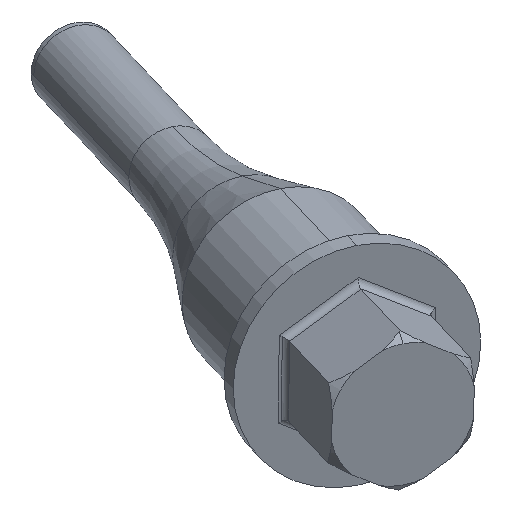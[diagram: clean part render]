
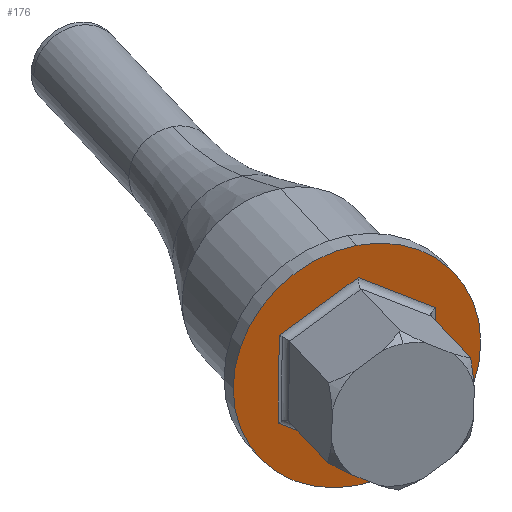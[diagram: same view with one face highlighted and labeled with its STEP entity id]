
A CAD part, front view. The second image highlights one B-rep face of the part: STEP entity #176.
In plain terms, the highlighted planar face has unit normal (0.388, -0.824, -0.413).
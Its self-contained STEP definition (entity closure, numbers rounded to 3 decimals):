
#12 = CARTESIAN_POINT ( 'NONE',  ( -863.543, 199.859, 692.191 ) ) ;
#14 = EDGE_CURVE ( 'NONE', #230, #1054, #883, .T. ) ;
#20 = VERTEX_POINT ( 'NONE', #827 ) ;
#56 = CARTESIAN_POINT ( 'NONE',  ( -843.723, 207.179, 696.209 ) ) ;
#78 = EDGE_CURVE ( 'NONE', #745, #906, #197, .T. ) ;
#143 = LINE ( 'NONE', #487, #243 ) ;
#176 = ADVANCED_FACE ( 'NONE', ( #666, #902 ), #861, .F. ) ;
#197 = LINE ( 'NONE', #56, #1095 ) ;
#198 = VECTOR ( 'NONE', #804, 1000. ) ;
#230 = VERTEX_POINT ( 'NONE', #12 ) ;
#239 = AXIS2_PLACEMENT_3D ( 'NONE', #668, #278, #381 ) ;
#243 = VECTOR ( 'NONE', #873, 1000. ) ;
#248 = ORIENTED_EDGE ( 'NONE', *, *, #78, .T. ) ;
#274 = CARTESIAN_POINT ( 'NONE',  ( -853.565, 193.272, 714.699 ) ) ;
#278 = DIRECTION ( 'NONE',  ( -0.388, 0.824, 0.413 ) ) ;
#293 = CARTESIAN_POINT ( 'NONE',  ( -853.565, 200.892, 699.502 ) ) ;
#329 = CIRCLE ( 'NONE', #1042, 17. ) ;
#360 = CIRCLE ( 'NONE', #670, 17. ) ;
#379 = CARTESIAN_POINT ( 'NONE',  ( -853.424, 195.381, 710.624 ) ) ;
#381 = DIRECTION ( 'NONE',  ( 0., -0.448, 0.894 ) ) ;
#388 = CARTESIAN_POINT ( 'NONE',  ( -863.401, 194.348, 703.313 ) ) ;
#393 = LINE ( 'NONE', #433, #198 ) ;
#403 = CARTESIAN_POINT ( 'NONE',  ( -853.243, 206.45, 688.72 ) ) ;
#427 = ORIENTED_EDGE ( 'NONE', *, *, #952, .T. ) ;
#433 = CARTESIAN_POINT ( 'NONE',  ( -853.888, 195.333, 710.284 ) ) ;
#462 = CARTESIAN_POINT ( 'NONE',  ( -843.729, 207.435, 695.692 ) ) ;
#484 = DIRECTION ( 'NONE',  ( 0.388, -0.824, -0.413 ) ) ;
#487 = CARTESIAN_POINT ( 'NONE',  ( -863.086, 200.163, 692.013 ) ) ;
#511 = VECTOR ( 'NONE', #1085, 1000. ) ;
#527 = DIRECTION ( 'NONE',  ( 0.792, 0.527, -0.307 ) ) ;
#529 = ORIENTED_EDGE ( 'NONE', *, *, #1174, .T. ) ;
#539 = LINE ( 'NONE', #558, #916 ) ;
#548 = DIRECTION ( 'NONE',  ( 0.011, -0.444, 0.896 ) ) ;
#558 = CARTESIAN_POINT ( 'NONE',  ( -844.045, 201.62, 706.991 ) ) ;
#601 = DIRECTION ( 'NONE',  ( 0., 0.448, -0.894 ) ) ;
#610 = EDGE_LOOP ( 'NONE', ( #248, #717, #1209, #698, #1122, #427 ) ) ;
#632 = VERTEX_POINT ( 'NONE', #274 ) ;
#649 = VERTEX_POINT ( 'NONE', #379 ) ;
#666 = FACE_BOUND ( 'NONE', #610, .T. ) ;
#668 = CARTESIAN_POINT ( 'NONE',  ( -853.759, 208.438, 684.27 ) ) ;
#670 = AXIS2_PLACEMENT_3D ( 'NONE', #293, #1186, #601 ) ;
#674 = EDGE_CURVE ( 'NONE', #20, #230, #143, .T. ) ;
#698 = ORIENTED_EDGE ( 'NONE', *, *, #14, .T. ) ;
#717 = ORIENTED_EDGE ( 'NONE', *, *, #1188, .T. ) ;
#745 = VERTEX_POINT ( 'NONE', #898 ) ;
#763 = CARTESIAN_POINT ( 'NONE',  ( -853.565, 200.892, 699.502 ) ) ;
#770 = LINE ( 'NONE', #403, #511 ) ;
#804 = DIRECTION ( 'NONE',  ( 0.804, 0.083, 0.589 ) ) ;
#812 = EDGE_CURVE ( 'NONE', #1054, #649, #393, .T. ) ;
#827 = CARTESIAN_POINT ( 'NONE',  ( -853.707, 206.402, 688.38 ) ) ;
#861 = PLANE ( 'NONE',  #239 ) ;
#867 = DIRECTION ( 'NONE',  ( -0.011, 0.444, -0.896 ) ) ;
#873 = DIRECTION ( 'NONE',  ( -0.792, -0.527, 0.307 ) ) ;
#883 = LINE ( 'NONE', #1141, #1066 ) ;
#891 = CARTESIAN_POINT ( 'NONE',  ( -853.565, 208.512, 684.306 ) ) ;
#898 = CARTESIAN_POINT ( 'NONE',  ( -843.587, 201.925, 706.814 ) ) ;
#902 = FACE_OUTER_BOUND ( 'NONE', #962, .T. ) ;
#906 = VERTEX_POINT ( 'NONE', #462 ) ;
#916 = VECTOR ( 'NONE', #527, 1000. ) ;
#952 = EDGE_CURVE ( 'NONE', #649, #745, #539, .T. ) ;
#962 = EDGE_LOOP ( 'NONE', ( #529, #1218 ) ) ;
#1018 = EDGE_CURVE ( 'NONE', #632, #1142, #329, .T. ) ;
#1042 = AXIS2_PLACEMENT_3D ( 'NONE', #763, #484, #1072 ) ;
#1054 = VERTEX_POINT ( 'NONE', #388 ) ;
#1066 = VECTOR ( 'NONE', #548, 1000. ) ;
#1072 = DIRECTION ( 'NONE',  ( 0., 0.448, -0.894 ) ) ;
#1085 = DIRECTION ( 'NONE',  ( -0.804, -0.083, -0.589 ) ) ;
#1095 = VECTOR ( 'NONE', #867, 1000. ) ;
#1122 = ORIENTED_EDGE ( 'NONE', *, *, #812, .T. ) ;
#1141 = CARTESIAN_POINT ( 'NONE',  ( -863.408, 194.605, 702.795 ) ) ;
#1142 = VERTEX_POINT ( 'NONE', #891 ) ;
#1174 = EDGE_CURVE ( 'NONE', #1142, #632, #360, .T. ) ;
#1186 = DIRECTION ( 'NONE',  ( 0.388, -0.824, -0.413 ) ) ;
#1188 = EDGE_CURVE ( 'NONE', #906, #20, #770, .T. ) ;
#1209 = ORIENTED_EDGE ( 'NONE', *, *, #674, .T. ) ;
#1218 = ORIENTED_EDGE ( 'NONE', *, *, #1018, .T. ) ;
